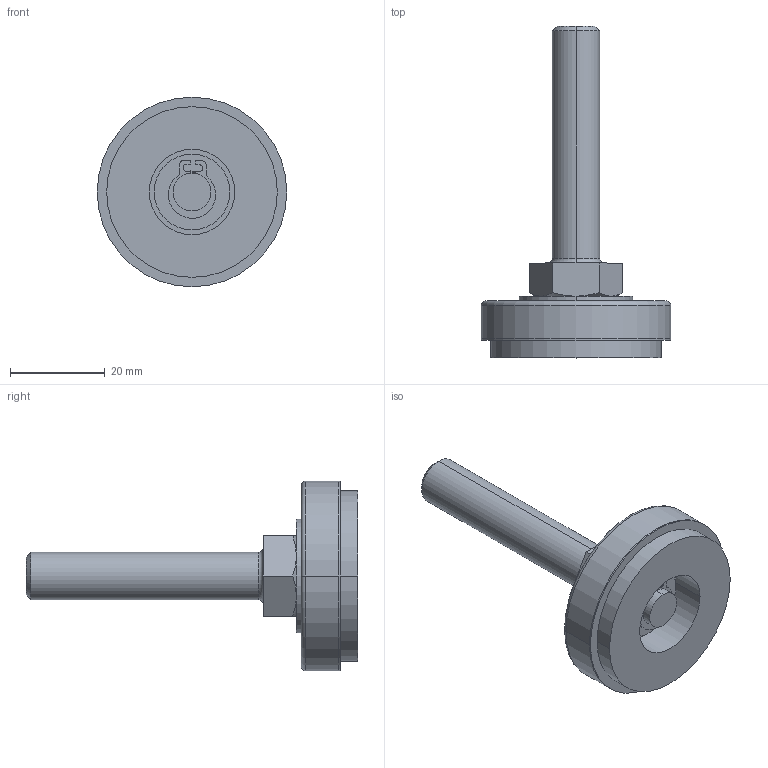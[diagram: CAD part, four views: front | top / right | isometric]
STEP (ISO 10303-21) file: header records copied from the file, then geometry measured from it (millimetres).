
FILE_DESCRIPTION (( 'STEP AP203' ), '1' );
FILE_NAME ('KC-1280-4.STEP', '2006-11-17T02:24:32', ( ' ' ), ( ' ' ), 'SwSTEP 2.0', 'SolidWorks 2005204', '' );
FILE_SCHEMA (( 'CONFIG_CONTROL_DESIGN' ));
Length unit declared in the file: millimetre
Products named in the file (7): KC-1280-4,5用ワッシャー_ﾃﾞﾌｫﾙﾄ; KC-1280-4; KC-1280-4儃儖僩僱僕柍偟_棉太倌; KC-1280-4,5僇僶乕_棉太倌; KC-1280-4,5僑儉懌_棉太倌; KC-1280-4,-5用ワッシャー2_ﾃﾞﾌｫﾙﾄ; KC-1280-4,-5用止め輪（φ8用）_ﾃﾞﾌｫﾙﾄ
Assembly tree (6 placements, depth 2):
  KC-1280-4
    KC-1280-4儃儖僩僱僕柍偟_棉太倌
    KC-1280-4,-5用止め輪（φ8用）_ﾃﾞﾌｫﾙﾄ
    KC-1280-4,5僇僶乕_棉太倌
    KC-1280-4,5僑儉懌_棉太倌
    KC-1280-4,-5用ワッシャー2_ﾃﾞﾌｫﾙﾄ
    KC-1280-4,5用ワッシャー_ﾃﾞﾌｫﾙﾄ
Bounding box: 40 x 70 x 40 mm (x, y, z)
Volume: 18868 mm3; surface area: 12353.6 mm2
Topology: 6 solids, 6 shells, 106 faces, 236 edges, 152 vertices
Faces by surface type: cylinder 50, plane 40, cone 8, torus 8
Entity records: 3777 total; most frequent: DIRECTION 578, CARTESIAN_POINT 571, ORIENTED_EDGE 472, AXIS2_PLACEMENT_3D 239, EDGE_CURVE 236, VERTEX_POINT 152, EDGE_LOOP 124, CIRCLE 124
